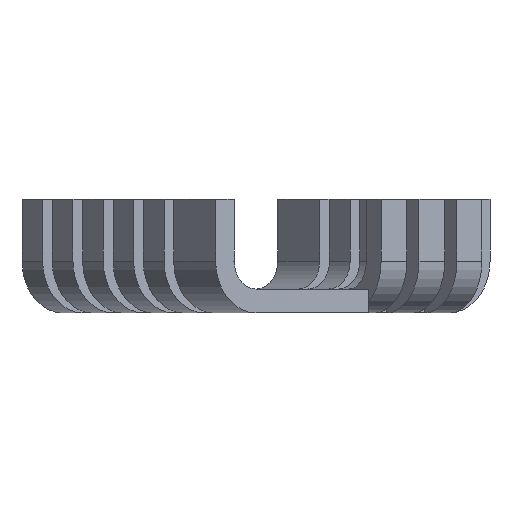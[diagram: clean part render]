
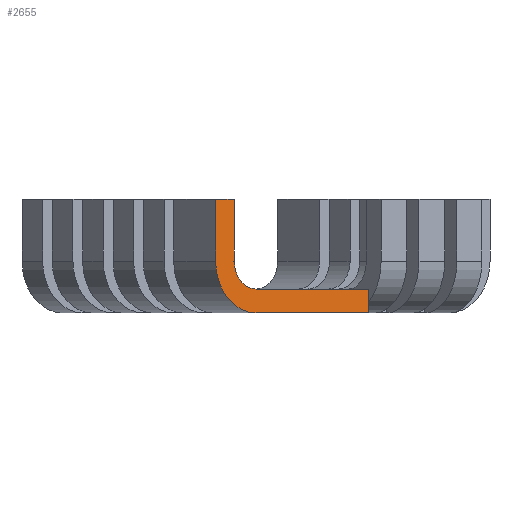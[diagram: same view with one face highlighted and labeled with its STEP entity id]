
A CAD part, front view. The second image highlights one B-rep face of the part: STEP entity #2655.
In plain terms, the highlighted planar face has unit normal (0.625, -0.781, 0).
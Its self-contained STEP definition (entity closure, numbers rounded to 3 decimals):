
#129=PLANE('',#2899);
#279=FACE_OUTER_BOUND('',#429,.T.);
#429=EDGE_LOOP('',(#2373,#2374,#2375,#2376,#2377,#2378,#2379,#2380));
#545=LINE('',#3955,#841);
#564=LINE('',#3993,#860);
#570=LINE('',#4005,#866);
#732=LINE('',#4407,#1028);
#733=LINE('',#4409,#1029);
#734=LINE('',#4410,#1030);
#841=VECTOR('',#3173,10.);
#860=VECTOR('',#3218,10.);
#866=VECTOR('',#3234,10.);
#1028=VECTOR('',#3650,10.);
#1029=VECTOR('',#3651,10.);
#1030=VECTOR('',#3652,10.);
#1072=CIRCLE('',#2748,2.7);
#1074=CIRCLE('',#2760,5.);
#1216=VERTEX_POINT('',#3933);
#1217=VERTEX_POINT('',#3935);
#1219=VERTEX_POINT('',#3953);
#1221=VERTEX_POINT('',#3967);
#1222=VERTEX_POINT('',#3969);
#1225=VERTEX_POINT('',#3991);
#1339=VERTEX_POINT('',#4406);
#1340=VERTEX_POINT('',#4408);
#1474=EDGE_CURVE('',#1217,#1216,#1072,.T.);
#1486=EDGE_CURVE('',#1216,#1219,#545,.T.);
#1493=EDGE_CURVE('',#1222,#1221,#1074,.T.);
#1507=EDGE_CURVE('',#1219,#1225,#564,.T.);
#1513=EDGE_CURVE('',#1225,#1222,#570,.T.);
#1712=EDGE_CURVE('',#1339,#1221,#732,.T.);
#1713=EDGE_CURVE('',#1339,#1340,#733,.T.);
#1714=EDGE_CURVE('',#1217,#1340,#734,.T.);
#2373=ORIENTED_EDGE('',*,*,#1712,.F.);
#2374=ORIENTED_EDGE('',*,*,#1713,.T.);
#2375=ORIENTED_EDGE('',*,*,#1714,.F.);
#2376=ORIENTED_EDGE('',*,*,#1474,.T.);
#2377=ORIENTED_EDGE('',*,*,#1486,.T.);
#2378=ORIENTED_EDGE('',*,*,#1507,.T.);
#2379=ORIENTED_EDGE('',*,*,#1513,.T.);
#2380=ORIENTED_EDGE('',*,*,#1493,.T.);
#2655=ADVANCED_FACE('',(#279),#129,.T.);
#2748=AXIS2_PLACEMENT_3D('',#3936,#3149,#3150);
#2760=AXIS2_PLACEMENT_3D('',#3970,#3190,#3191);
#2899=AXIS2_PLACEMENT_3D('',#4405,#3648,#3649);
#3149=DIRECTION('center_axis',(-0.625,0.781,0.));
#3150=DIRECTION('ref_axis',(0.,0.,
-1.));
#3173=DIRECTION('',(0.,0.,1.));
#3190=DIRECTION('center_axis',(0.625,-0.781,0.));
#3191=DIRECTION('ref_axis',(0.,0.,-1.));
#3218=DIRECTION('',(-0.781,-0.625,0.));
#3234=DIRECTION('',(0.,0.,-1.));
#3648=DIRECTION('center_axis',(0.625,-0.781,0.));
#3649=DIRECTION('ref_axis',(0.781,0.625,0.));
#3650=DIRECTION('',(-0.781,-0.625,0.));
#3651=DIRECTION('',(0.,0.,1.));
#3652=DIRECTION('',(0.781,0.625,0.));
#3933=CARTESIAN_POINT('',(-2.108,-24.098,5.));
#3935=CARTESIAN_POINT('',(0.,-22.411,2.3));
#3936=CARTESIAN_POINT('Origin',(0.,-22.411,
5.));
#3953=CARTESIAN_POINT('',(-2.108,-24.098,11.));
#3955=CARTESIAN_POINT('',(-2.108,-24.098,11.));
#3967=CARTESIAN_POINT('',(0.,-22.411,0.));
#3969=CARTESIAN_POINT('',(-3.904,-25.534,5.));
#3970=CARTESIAN_POINT('Origin',(0.,-22.411,
5.));
#3991=CARTESIAN_POINT('',(-3.904,-25.534,11.));
#3993=CARTESIAN_POINT('',(-3.904,-25.534,11.));
#4005=CARTESIAN_POINT('',(-3.904,-25.534,5.));
#4405=CARTESIAN_POINT('Origin',(0.,-22.411,0.));
#4406=CARTESIAN_POINT('',(10.932,-13.665,0.));
#4407=CARTESIAN_POINT('',(10.932,-13.665,0.));
#4408=CARTESIAN_POINT('',(10.932,-13.665,2.3));
#4409=CARTESIAN_POINT('',(10.932,-13.665,0.));
#4410=CARTESIAN_POINT('',(10.932,-13.665,2.3));
